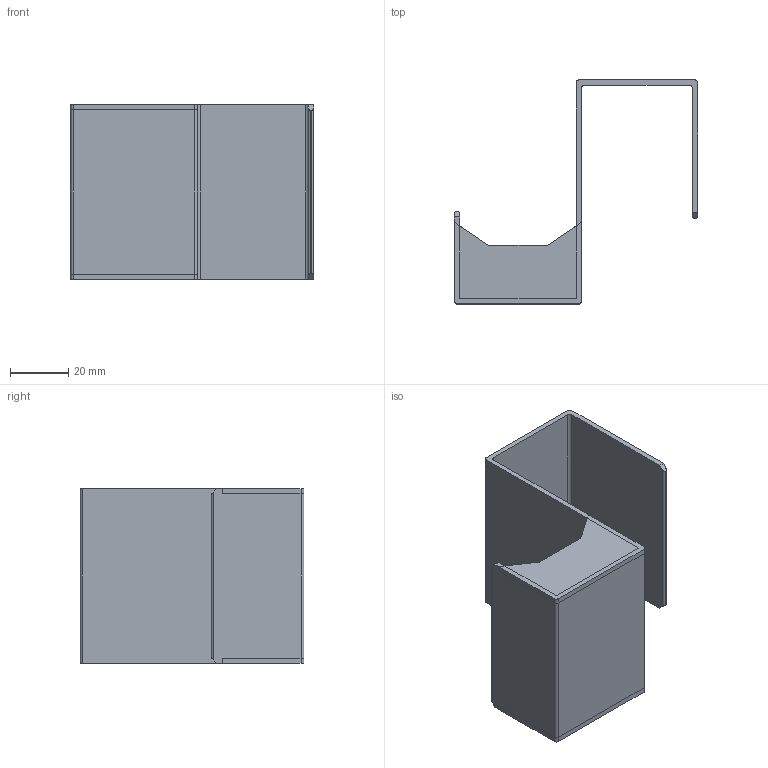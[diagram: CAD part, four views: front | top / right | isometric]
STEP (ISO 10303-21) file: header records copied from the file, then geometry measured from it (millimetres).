
FILE_DESCRIPTION(('FreeCAD Model'),'2;1');
FILE_NAME('Open CASCADE Shape Model','2025-10-09T10:23:37',(''),(''), 'Open CASCADE STEP processor 7.8','FreeCAD','Unknown');
FILE_SCHEMA(('AUTOMOTIVE_DESIGN { 1 0 10303 214 1 1 1 1 }'));
Length unit declared in the file: millimetre
Products named in the file (1): bd-lid
Bounding box: 83.4 x 76.8 x 60 mm (x, y, z)
Volume: 28177.6 mm3; surface area: 31745.7 mm2
Topology: 1 solids, 1 shells, 64 faces, 170 edges, 104 vertices
Faces by surface type: plane 44, cylinder 16, cone 4
Entity records: 4172 total; most frequent: CARTESIAN_POINT 803, DIRECTION 632, LINE 442, VECTOR 442, ORIENTED_EDGE 332, PCURVE 332, DEFINITIONAL_REPRESENTATION 332, EDGE_CURVE 166
